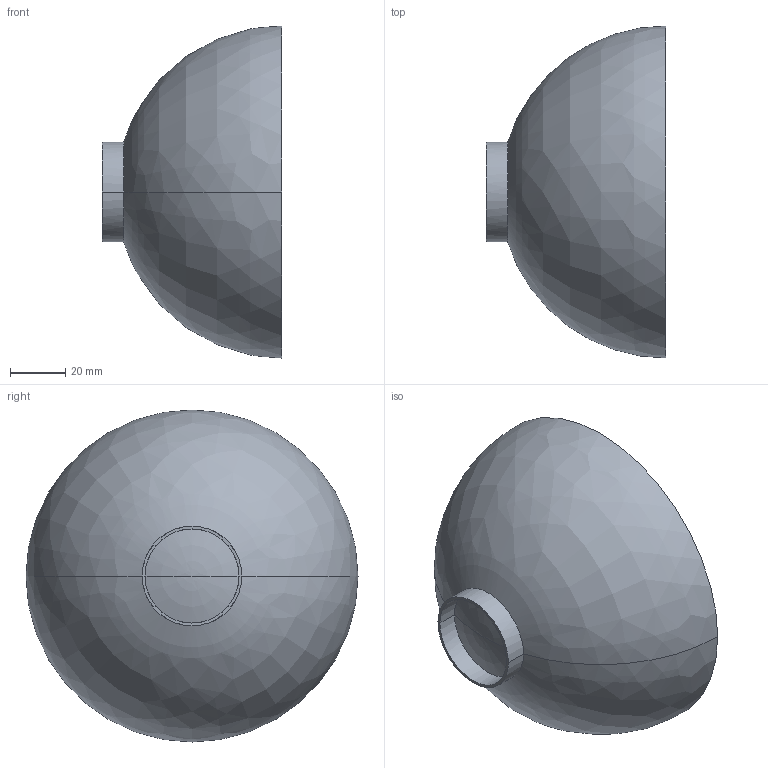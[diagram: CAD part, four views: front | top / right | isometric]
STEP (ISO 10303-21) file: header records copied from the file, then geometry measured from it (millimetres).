
FILE_DESCRIPTION(('Spaceship with externally referenced files'),'2;1');
FILE_NAME('s1-extref-tu.stp','2008-07-23T15:34:50+01:00',('A P Ranger'),('Theorem Solutions Ltd'),'THEOREM SOLUTIONS GCO -> AP203 E2 PREPROCESSOR 10.0.053 ','UG','A P Ranger');
FILE_SCHEMA(('CONFIGURATION_CONTROL_3D_DESIGN_ED2_MIM_LF { 1 0 10303 403 1 1 4}'));
Length unit declared in the file: millimetre
Products named in the file (1): MASTER
Bounding box: 65 x 120 x 120 mm (x, y, z)
Volume: 23342.3 mm3; surface area: 46550.2 mm2
Topology: 1 solids, 1 shells, 12 faces, 26 edges, 14 vertices
Faces by surface type: bspline 10, plane 2
Entity records: 554 total; most frequent: CARTESIAN_POINT 290, ORIENTED_EDGE 44, DIRECTION 40, EDGE_CURVE 22, AXIS2_PLACEMENT_3D 18, VERTEX_POINT 14, CIRCLE 14, EDGE_LOOP 14
